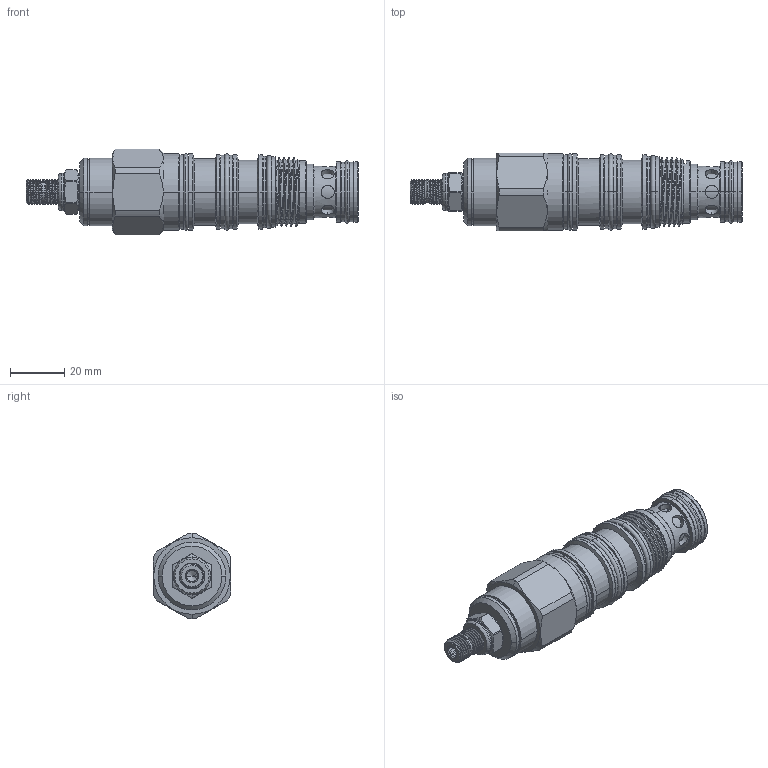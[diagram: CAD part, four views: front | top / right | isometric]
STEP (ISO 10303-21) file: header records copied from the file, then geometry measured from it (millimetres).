
FILE_DESCRIPTION (( 'STEP AP203' ), '1' );
FILE_NAME ('LB22A4P-L.STEP', '2020-07-07T03:02:27', ( '' ), ( '' ), 'SwSTEP 2.0', 'SolidWorks 2018', '' );
FILE_SCHEMA (( 'CONFIG_CONTROL_DESIGN' ));
Length unit declared in the file: millimetre
Products named in the file (1): LB22A4P-L
Bounding box: 122.27 x 28.57 x 31.6 mm (x, y, z)
Volume: 53332.9 mm3; surface area: 15325.6 mm2
Topology: 5 solids, 5 shells, 317 faces, 752 edges, 473 vertices
Faces by surface type: cylinder 169, plane 65, cone 39, torus 36, bspline 8
Entity records: 17282 total; most frequent: CARTESIAN_POINT 10118, ORIENTED_EDGE 1500, DIRECTION 1490, EDGE_CURVE 750, AXIS2_PLACEMENT_3D 626, VERTEX_POINT 473, EDGE_LOOP 353, ADVANCED_FACE 317
